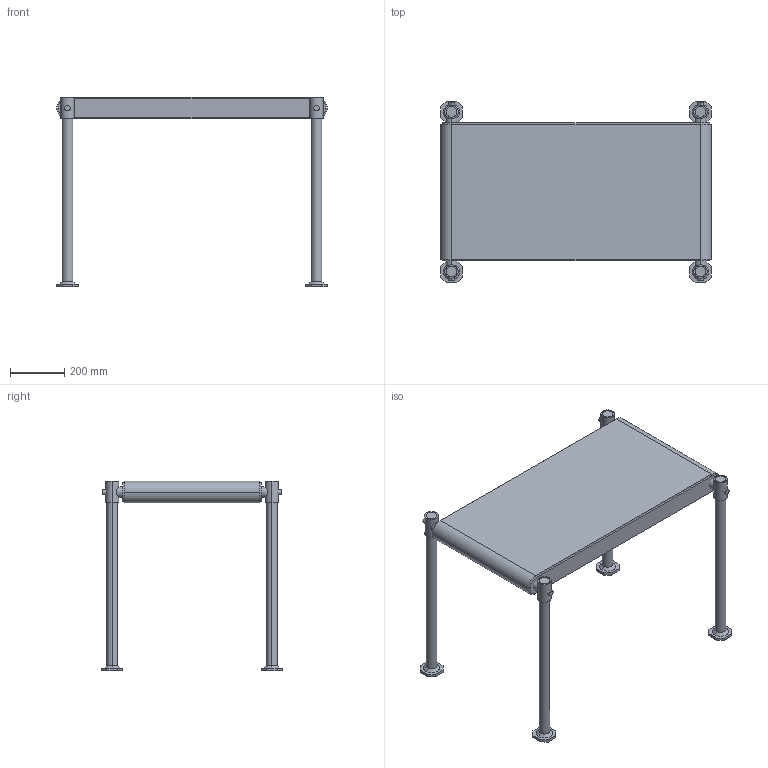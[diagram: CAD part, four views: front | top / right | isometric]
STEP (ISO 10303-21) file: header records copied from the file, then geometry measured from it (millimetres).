
FILE_DESCRIPTION (( 'STEP AP203' ), '1' );
FILE_NAME ('conveyor.STEP', '2013-12-02T13:15:00', ( '' ), ( '' ), 'SwSTEP 2.0', 'SolidWorks 2011', '' );
FILE_SCHEMA (( 'CONFIG_CONTROL_DESIGN' ));
Length unit declared in the file: millimetre
Products named in the file (1): conveyor
Bounding box: 1000 x 670 x 700 mm (x, y, z)
Volume: 78204571.4 mm3; surface area: 2905629.4 mm2
Topology: 14 solids, 14 shells, 126 faces, 262 edges, 172 vertices
Faces by surface type: plane 72, cylinder 46, cone 8
Entity records: 3925 total; most frequent: CARTESIAN_POINT 1081, DIRECTION 600, ORIENTED_EDGE 524, EDGE_CURVE 262, AXIS2_PLACEMENT_3D 219, VERTEX_POINT 172, LINE 162, VECTOR 162
